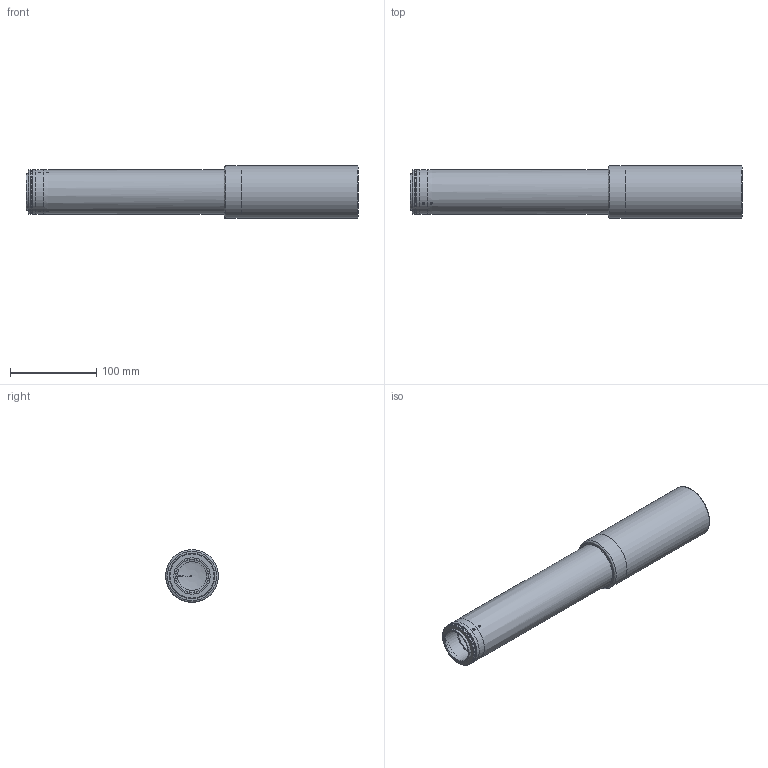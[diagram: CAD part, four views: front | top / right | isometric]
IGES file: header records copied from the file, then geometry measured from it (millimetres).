
Start section: SolidWorks IGES file using analytic representation for surfaces
Global section: file name: DP33137-A_TCSE10M009-J.igs; native system: SolidWorks 2021; preprocessor: SolidWorks 2021; author: lrizzotto; date: 230803.102406; units: millimetre
Bounding box: 384.36 x 61 x 61 mm (x, y, z)
Surface area: 82342.6 mm2 (no closed solid volume)
Topology: 0 solids, 1 shells, 99 faces, 528 edges, 494 vertices
Faces by surface type: bspline 53, revolution 46
